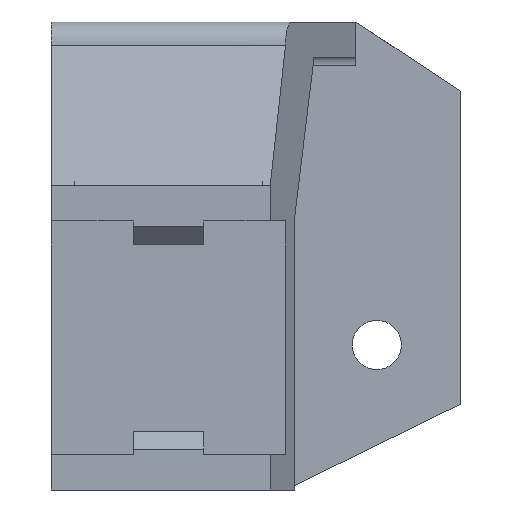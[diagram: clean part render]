
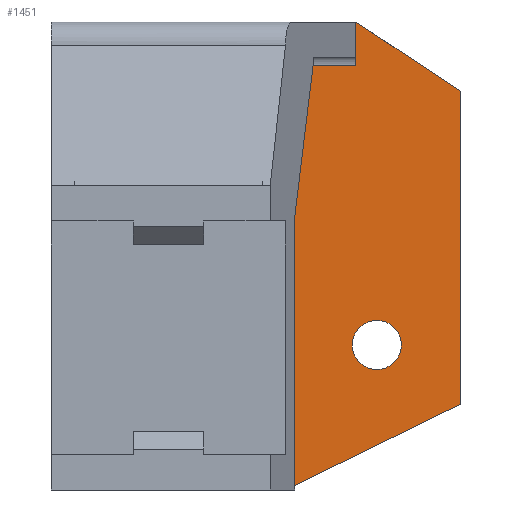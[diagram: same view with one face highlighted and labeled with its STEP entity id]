
A CAD part, front view. The second image highlights one B-rep face of the part: STEP entity #1451.
In plain terms, the highlighted planar face has unit normal (0, -1, 0).
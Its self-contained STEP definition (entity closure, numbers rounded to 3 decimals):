
#34=FACE_BOUND('',#206,.T.);
#35=FACE_BOUND('',#207,.T.);
#36=FACE_BOUND('',#208,.T.);
#49=PLANE('',#1561);
#117=FACE_OUTER_BOUND('',#205,.T.);
#205=EDGE_LOOP('',(#1136,#1137,#1138,#1139,#1140,#1141,#1142));
#206=EDGE_LOOP('',(#1143));
#207=EDGE_LOOP('',(#1144));
#208=EDGE_LOOP('',(#1145));
#278=LINE('',#2050,#464);
#349=LINE('',#2208,#535);
#351=LINE('',#2216,#537);
#352=LINE('',#2218,#538);
#353=LINE('',#2220,#539);
#354=LINE('',#2222,#540);
#355=LINE('',#2223,#541);
#464=VECTOR('',#1662,1.);
#535=VECTOR('',#1773,1.);
#537=VECTOR('',#1781,1.);
#538=VECTOR('',#1782,1.);
#539=VECTOR('',#1783,1.);
#540=VECTOR('',#1784,1.);
#541=VECTOR('',#1785,1.);
#640=CIRCLE('',#1529,2.1);
#642=CIRCLE('',#1532,2.1);
#644=CIRCLE('',#1535,2.1);
#660=VERTEX_POINT('',#2013);
#662=VERTEX_POINT('',#2019);
#664=VERTEX_POINT('',#2025);
#674=VERTEX_POINT('',#2047);
#675=VERTEX_POINT('',#2049);
#742=VERTEX_POINT('',#2207);
#745=VERTEX_POINT('',#2215);
#746=VERTEX_POINT('',#2217);
#747=VERTEX_POINT('',#2219);
#748=VERTEX_POINT('',#2221);
#799=EDGE_CURVE('',#660,#660,#640,.T.);
#802=EDGE_CURVE('',#662,#662,#642,.T.);
#805=EDGE_CURVE('',#664,#664,#644,.T.);
#815=EDGE_CURVE('',#674,#675,#278,.F.);
#895=EDGE_CURVE('',#742,#674,#349,.F.);
#899=EDGE_CURVE('',#745,#742,#351,.T.);
#900=EDGE_CURVE('',#746,#745,#352,.T.);
#901=EDGE_CURVE('',#747,#746,#353,.T.);
#902=EDGE_CURVE('',#748,#747,#354,.T.);
#903=EDGE_CURVE('',#675,#748,#355,.T.);
#1136=ORIENTED_EDGE('',*,*,#895,.F.);
#1137=ORIENTED_EDGE('',*,*,#899,.F.);
#1138=ORIENTED_EDGE('',*,*,#900,.F.);
#1139=ORIENTED_EDGE('',*,*,#901,.F.);
#1140=ORIENTED_EDGE('',*,*,#902,.F.);
#1141=ORIENTED_EDGE('',*,*,#903,.F.);
#1142=ORIENTED_EDGE('',*,*,#815,.F.);
#1143=ORIENTED_EDGE('',*,*,#799,.T.);
#1144=ORIENTED_EDGE('',*,*,#802,.T.);
#1145=ORIENTED_EDGE('',*,*,#805,.T.);
#1451=ADVANCED_FACE('',(#117,#34,#35,#36),#49,.F.);
#1529=AXIS2_PLACEMENT_3D('',#2015,#1632,#1633);
#1532=AXIS2_PLACEMENT_3D('',#2021,#1639,#1640);
#1535=AXIS2_PLACEMENT_3D('',#2027,#1646,#1647);
#1561=AXIS2_PLACEMENT_3D('',#2214,#1779,#1780);
#1632=DIRECTION('center_axis',(0.,1.,0.));
#1633=DIRECTION('ref_axis',(-1.,0.,0.));
#1639=DIRECTION('center_axis',(0.,1.,0.));
#1640=DIRECTION('ref_axis',(1.,0.,0.));
#1646=DIRECTION('center_axis',(0.,1.,0.));
#1647=DIRECTION('ref_axis',(-1.,0.,0.));
#1662=DIRECTION('',(0.,0.,-1.));
#1773=DIRECTION('',(-1.,0.,0.));
#1779=DIRECTION('center_axis',(0.,1.,0.));
#1780=DIRECTION('ref_axis',(-1.,0.,0.));
#1781=DIRECTION('',(0.,0.,1.));
#1782=DIRECTION('',(-1.,0.,0.));
#1783=DIRECTION('',(-0.898,0.,-0.441));
#1784=DIRECTION('',(0.,0.,-1.));
#1785=DIRECTION('',(0.835,0.,-0.551));
#2013=CARTESIAN_POINT('',(-7.2,0.,-7.6));
#2015=CARTESIAN_POINT('Origin',(-5.1,0.,-7.6));
#2019=CARTESIAN_POINT('',(3.,0.,-7.6));
#2021=CARTESIAN_POINT('Origin',(5.1,0.,-7.6));
#2025=CARTESIAN_POINT('',(15.7,0.,-7.6));
#2027=CARTESIAN_POINT('Origin',(17.8,0.,-7.6));
#2047=CARTESIAN_POINT('',(16.,0.,16.3));
#2049=CARTESIAN_POINT('',(16.,0.,20.));
#2050=CARTESIAN_POINT('',(16.,0.,20.));
#2207=CARTESIAN_POINT('',(-10.,0.,16.3));
#2208=CARTESIAN_POINT('',(16.,0.,16.3));
#2214=CARTESIAN_POINT('Origin',(0.,0.,0.));
#2215=CARTESIAN_POINT('',(-10.,0.,-20.));
#2216=CARTESIAN_POINT('',(-10.,0.,-20.));
#2217=CARTESIAN_POINT('',(10.,0.,-20.));
#2218=CARTESIAN_POINT('',(10.,0.,-20.));
#2219=CARTESIAN_POINT('',(24.958,0.,-12.66));
#2220=CARTESIAN_POINT('',(24.958,0.,-12.66));
#2221=CARTESIAN_POINT('',(24.958,0.,14.092));
#2222=CARTESIAN_POINT('',(24.958,0.,14.092));
#2223=CARTESIAN_POINT('',(16.,0.,20.));
